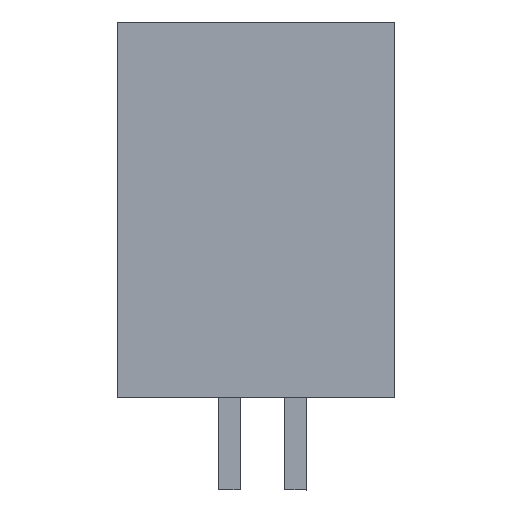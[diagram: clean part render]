
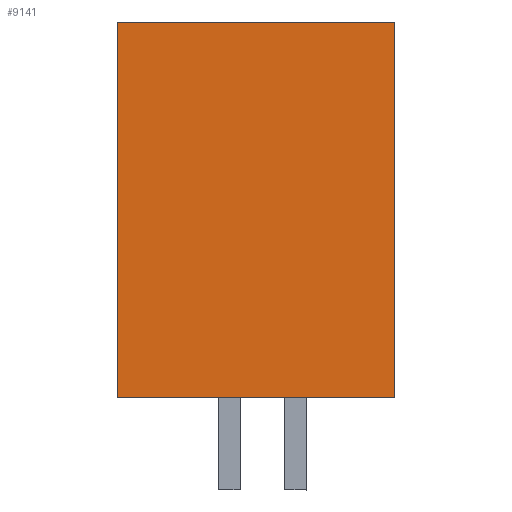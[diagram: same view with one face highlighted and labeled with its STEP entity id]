
A CAD part, left-side view. The second image highlights one B-rep face of the part: STEP entity #9141.
In plain terms, the highlighted planar face has unit normal (-1, 0, 0).
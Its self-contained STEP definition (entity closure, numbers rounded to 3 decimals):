
#9121=AXIS2_PLACEMENT_3D('Plane Axis2P3D',#9118,#9119,#9120) ;
#1577=CARTESIAN_POINT('Vertex',(0.,0.,3.5)) ;
#1580=CARTESIAN_POINT('Line Origine',(0.,5.25,3.5)) ;
#1584=CARTESIAN_POINT('Vertex',(0.,10.5,3.5)) ;
#3210=CARTESIAN_POINT('Line Origine',(0.,0.,10.6)) ;
#3214=CARTESIAN_POINT('Vertex',(0.,0.,17.7)) ;
#9118=CARTESIAN_POINT('Axis2P3D Location',(0.,10.5,0.)) ;
#9123=CARTESIAN_POINT('Line Origine',(0.,10.5,10.6)) ;
#9127=CARTESIAN_POINT('Vertex',(0.,10.5,17.7)) ;
#9130=CARTESIAN_POINT('Line Origine',(0.,5.25,17.7)) ;
#1581=DIRECTION('Vector Direction',(0.,-1.,0.)) ;
#3211=DIRECTION('Vector Direction',(0.,0.,1.)) ;
#9119=DIRECTION('Axis2P3D Direction',(-1.,0.,0.)) ;
#9120=DIRECTION('Axis2P3D XDirection',(0.,-1.,0.)) ;
#9124=DIRECTION('Vector Direction',(0.,0.,1.)) ;
#9131=DIRECTION('Vector Direction',(0.,-1.,0.)) ;
#1582=VECTOR('Line Direction',#1581,1.) ;
#3212=VECTOR('Line Direction',#3211,1.) ;
#9125=VECTOR('Line Direction',#9124,1.) ;
#9132=VECTOR('Line Direction',#9131,1.) ;
#9136=ORIENTED_EDGE('',*,*,#9129,.T.) ;
#9137=ORIENTED_EDGE('',*,*,#1586,.T.) ;
#9138=ORIENTED_EDGE('',*,*,#3216,.T.) ;
#9139=ORIENTED_EDGE('',*,*,#9134,.T.) ;
#9141=ADVANCED_FACE('HOUSING',(#9140),#9122,.T.) ;
#1586=EDGE_CURVE('',#1585,#1578,#1583,.T.) ;
#3216=EDGE_CURVE('',#1578,#3215,#3213,.T.) ;
#9129=EDGE_CURVE('',#9128,#1585,#9126,.F.) ;
#9134=EDGE_CURVE('',#3215,#9128,#9133,.F.) ;
#9135=EDGE_LOOP('',(#9136,#9137,#9138,#9139)) ;
#9140=FACE_OUTER_BOUND('',#9135,.T.) ;
#1583=LINE('Line',#1580,#1582) ;
#3213=LINE('Line',#3210,#3212) ;
#9126=LINE('Line',#9123,#9125) ;
#9133=LINE('Line',#9130,#9132) ;
#9122=PLANE('',#9121) ;
#1578=VERTEX_POINT('',#1577) ;
#1585=VERTEX_POINT('',#1584) ;
#3215=VERTEX_POINT('',#3214) ;
#9128=VERTEX_POINT('',#9127) ;
